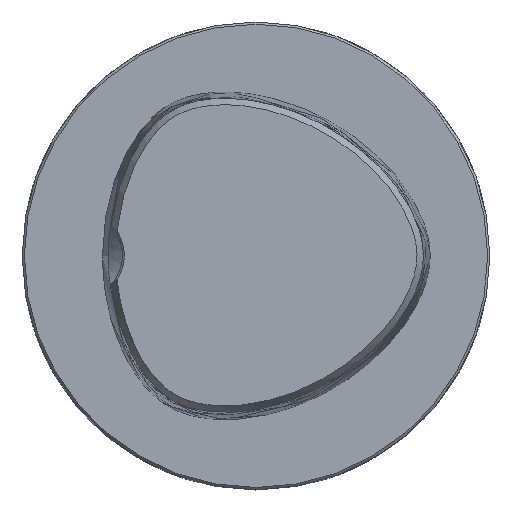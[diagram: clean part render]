
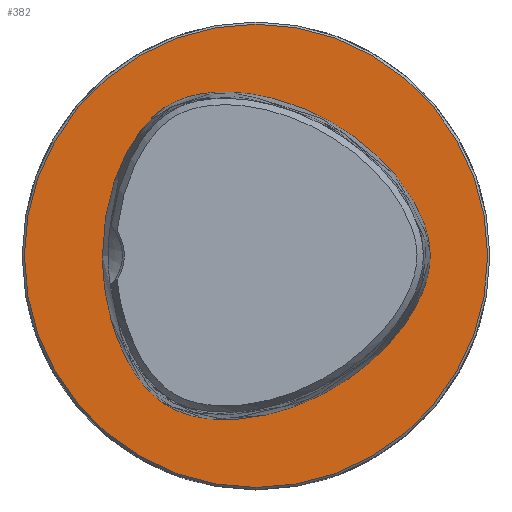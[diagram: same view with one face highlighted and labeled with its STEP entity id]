
A CAD part, top view. The second image highlights one B-rep face of the part: STEP entity #382.
In plain terms, the highlighted planar face has unit normal (0, 0, 1).
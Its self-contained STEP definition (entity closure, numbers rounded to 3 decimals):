
#59=B_SPLINE_CURVE_WITH_KNOTS('',3,(#2168,#2169,#2170,#2171,#2172,#2173,
#2174,#2175,#2176,#2177,#2178,#2179,#2180,#2181,#2182,#2183,#2184,#2185,
#2186,#2187,#2188,#2189,#2190,#2191,#2192,#2193,#2194,#2195,#2196,#2197,
#2198,#2199,#2200,#2201,#2202,#2203,#2204,#2205,#2206,#2207,#2208,#2209,
#2210,#2211,#2212,#2213,#2214,#2215,#2216,#2217,#2218,#2219,#2220,#2221,
#2222,#2223,#2224,#2225,#2226,#2227,#2228,#2229,#2230,#2231,#2232,#2233,
#2234,#2235,#2236,#2237,#2238),.UNSPECIFIED.,.T.,.F.,(1,1,2,1,1,1,1,1,1,
1,1,1,1,1,1,1,1,1,1,1,1,1,1,1,1,1,1,1,1,1,1,1,1,1,1,1,1,1,1,1,1,1,1,1,1,
1,1,1,1,1,1,1,1,1,1,1,1,1,1,1,1,1,1,1,1,1,1,1,1,1,2,1,1),(-0.031,-0.016,
0.,0.016,0.031,0.063,0.078,0.094,0.109,0.125,0.133,0.141,
0.148,0.156,0.164,0.172,0.18,0.188,0.195,0.203,
0.219,0.234,0.25,0.266,0.281,0.313,0.344,0.359,0.375,0.406,
0.422,0.438,0.453,0.469,0.484,0.492,0.5,0.508,0.516,
0.531,0.547,0.563,0.578,0.594,0.625,0.641,0.656,0.688,
0.719,0.734,0.75,0.766,0.781,0.797,0.805,0.813,0.82,
0.828,0.836,0.844,0.852,0.859,0.867,0.875,0.891,
0.906,0.922,0.938,0.969,0.984,1.,1.016,1.031),
 .UNSPECIFIED.);
#321=PLANE('',#1235);
#382=ADVANCED_FACE('CU_E_LO_SU_1',(#465,#466),#321,.F.);
#465=FACE_BOUND('',#549,.T.);
#466=FACE_BOUND('',#550,.T.);
#549=EDGE_LOOP('',(#758));
#550=EDGE_LOOP('',(#759));
#758=ORIENTED_EDGE('',*,*,#1055,.T.);
#759=ORIENTED_EDGE('',*,*,#1056,.T.);
#930=VERTEX_POINT('',#2239);
#931=VERTEX_POINT('',#2383);
#1055=EDGE_CURVE('',#930,#930,#59,.T.);
#1056=EDGE_CURVE('',#931,#931,#1131,.T.);
#1131=CIRCLE('',#1234,31.2);
#1234=AXIS2_PLACEMENT_3D('',#2382,#1466,#1467);
#1235=AXIS2_PLACEMENT_3D('',#2384,#1468,#1469);
#1466=DIRECTION('',(0.,0.,1.));
#1467=DIRECTION('',(1.,0.,0.));
#1468=DIRECTION('',(0.,0.,-1.));
#1469=DIRECTION('',(-1.,0.,0.));
#2168=CARTESIAN_POINT('',(-20.675,-0.721,0.));
#2169=CARTESIAN_POINT('',(-20.675,0.721,0.));
#2170=CARTESIAN_POINT('',(-20.628,2.165,0.));
#2171=CARTESIAN_POINT('',(-20.346,5.038,0.));
#2172=CARTESIAN_POINT('',(-19.778,7.877,0.));
#2173=CARTESIAN_POINT('',(-18.907,10.631,0.));
#2174=CARTESIAN_POINT('',(-18.096,12.641,0.));
#2175=CARTESIAN_POINT('',(-17.115,14.576,0.));
#2176=CARTESIAN_POINT('',(-16.145,16.103,0.));
#2177=CARTESIAN_POINT('',(-15.267,17.253,0.));
#2178=CARTESIAN_POINT('',(-14.555,18.072,0.));
#2179=CARTESIAN_POINT('',(-13.784,18.838,0.));
#2180=CARTESIAN_POINT('',(-12.952,19.538,0.));
#2181=CARTESIAN_POINT('',(-12.058,20.159,0.));
#2182=CARTESIAN_POINT('',(-11.106,20.688,0.));
#2183=CARTESIAN_POINT('',(-10.107,21.12,0.));
#2184=CARTESIAN_POINT('',(-9.075,21.46,0.));
#2185=CARTESIAN_POINT('',(-8.02,21.718,0.));
#2186=CARTESIAN_POINT('',(-6.594,21.963,0.));
#2187=CARTESIAN_POINT('',(-4.789,22.104,0.));
#2188=CARTESIAN_POINT('',(-2.62,22.053,0.));
#2189=CARTESIAN_POINT('',(-0.466,21.81,0.));
#2190=CARTESIAN_POINT('',(1.661,21.395,0.));
#2191=CARTESIAN_POINT('',(4.448,20.635,0.));
#2192=CARTESIAN_POINT('',(7.819,19.324,0.));
#2193=CARTESIAN_POINT('',(10.988,17.584,0.));
#2194=CARTESIAN_POINT('',(13.372,15.954,0.));
#2195=CARTESIAN_POINT('',(15.643,14.171,0.));
#2196=CARTESIAN_POINT('',(17.727,12.16,0.));
#2197=CARTESIAN_POINT('',(19.566,9.932,0.));
#2198=CARTESIAN_POINT('',(20.804,8.152,0.));
#2199=CARTESIAN_POINT('',(21.873,6.263,0.));
#2200=CARTESIAN_POINT('',(22.734,4.268,0.));
#2201=CARTESIAN_POINT('',(23.227,2.522,0.));
#2202=CARTESIAN_POINT('',(23.439,1.087,0.));
#2203=CARTESIAN_POINT('',(23.494,0.,0.));
#2204=CARTESIAN_POINT('',(23.439,-1.087,0.));
#2205=CARTESIAN_POINT('',(23.227,-2.522,0.));
#2206=CARTESIAN_POINT('',(22.734,-4.268,0.));
#2207=CARTESIAN_POINT('',(21.873,-6.263,0.));
#2208=CARTESIAN_POINT('',(20.804,-8.152,0.));
#2209=CARTESIAN_POINT('',(19.566,-9.932,0.));
#2210=CARTESIAN_POINT('',(17.727,-12.16,0.));
#2211=CARTESIAN_POINT('',(15.643,-14.171,0.));
#2212=CARTESIAN_POINT('',(13.372,-15.954,0.));
#2213=CARTESIAN_POINT('',(10.988,-17.584,0.));
#2214=CARTESIAN_POINT('',(7.819,-19.324,0.));
#2215=CARTESIAN_POINT('',(4.448,-20.635,0.));
#2216=CARTESIAN_POINT('',(1.661,-21.395,0.));
#2217=CARTESIAN_POINT('',(-0.466,-21.81,0.));
#2218=CARTESIAN_POINT('',(-2.62,-22.053,0.));
#2219=CARTESIAN_POINT('',(-4.789,-22.104,0.));
#2220=CARTESIAN_POINT('',(-6.594,-21.963,0.));
#2221=CARTESIAN_POINT('',(-8.02,-21.718,0.));
#2222=CARTESIAN_POINT('',(-9.075,-21.46,0.));
#2223=CARTESIAN_POINT('',(-10.107,-21.12,0.));
#2224=CARTESIAN_POINT('',(-11.106,-20.688,0.));
#2225=CARTESIAN_POINT('',(-12.058,-20.159,0.));
#2226=CARTESIAN_POINT('',(-12.952,-19.538,0.));
#2227=CARTESIAN_POINT('',(-13.784,-18.838,0.));
#2228=CARTESIAN_POINT('',(-14.555,-18.072,0.));
#2229=CARTESIAN_POINT('',(-15.267,-17.253,0.));
#2230=CARTESIAN_POINT('',(-16.145,-16.103,0.));
#2231=CARTESIAN_POINT('',(-17.115,-14.576,0.));
#2232=CARTESIAN_POINT('',(-18.096,-12.641,0.));
#2233=CARTESIAN_POINT('',(-18.907,-10.631,0.));
#2234=CARTESIAN_POINT('',(-19.778,-7.877,0.));
#2235=CARTESIAN_POINT('',(-20.346,-5.038,0.));
#2236=CARTESIAN_POINT('',(-20.628,-2.165,0.));
#2237=CARTESIAN_POINT('',(-20.675,-0.721,0.));
#2238=CARTESIAN_POINT('',(-20.675,0.721,0.));
#2239=CARTESIAN_POINT('',(-20.675,0.,0.));
#2382=CARTESIAN_POINT('',(0.,0.,0.));
#2383=CARTESIAN_POINT('',(31.2,0.,0.));
#2384=CARTESIAN_POINT('',(1.392,0.,0.));
